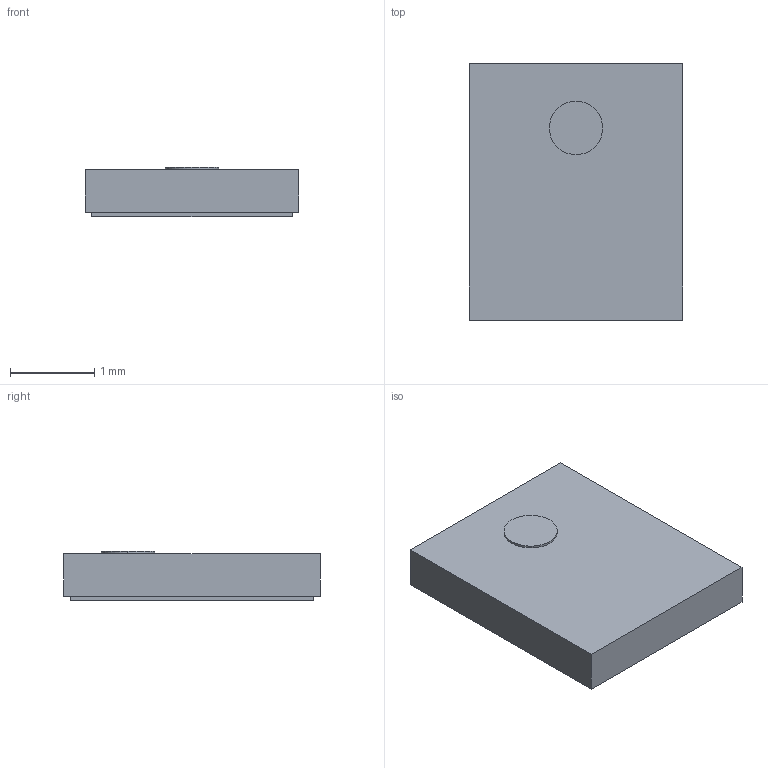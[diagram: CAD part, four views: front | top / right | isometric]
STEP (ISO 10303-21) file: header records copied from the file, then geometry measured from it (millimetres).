
FILE_DESCRIPTION (( 'STEP AP203' ), '1' );
FILE_NAME ('C20N50Z4B.STEP', '2025-07-14T12:04:52', ( '' ), ( '' ), 'SwSTEP 2.0', 'SolidWorks 2023', '' );
FILE_SCHEMA (( 'CONFIG_CONTROL_DESIGN' ));
Length unit declared in the file: inch
Products named in the file (1): C20N50Z4B
Bounding box: 2.54 x 3.05 x 0.58 mm (x, y, z)
Volume: 4.2 mm3; surface area: 22 mm2
Topology: 1 solids, 1 shells, 23 faces, 54 edges, 36 vertices
Faces by surface type: plane 21, cylinder 2
Entity records: 731 total; most frequent: CARTESIAN_POINT 114, ORIENTED_EDGE 108, DIRECTION 106, EDGE_CURVE 54, LINE 50, VECTOR 50, VERTEX_POINT 36, AXIS2_PLACEMENT_3D 28
